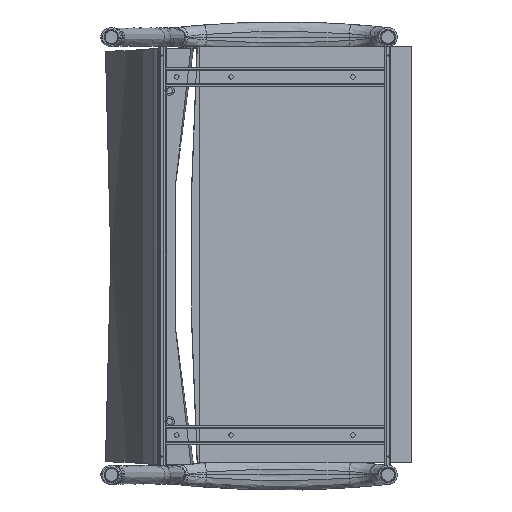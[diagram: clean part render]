
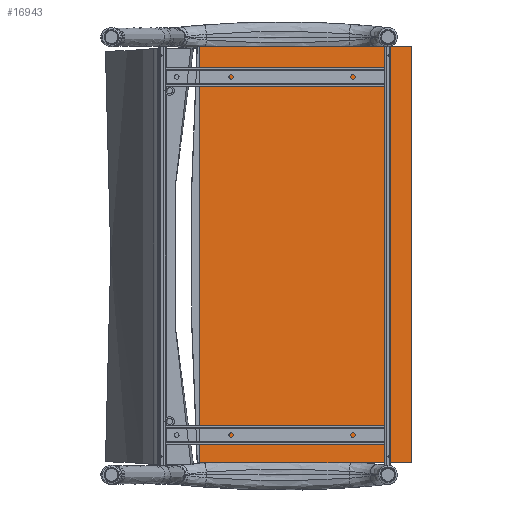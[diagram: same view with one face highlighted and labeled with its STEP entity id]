
A CAD part, front view. The second image highlights one B-rep face of the part: STEP entity #16943.
In plain terms, the highlighted face is planar.
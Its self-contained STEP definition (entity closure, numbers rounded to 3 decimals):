
#1054=LINE('',#27301,#1755);
#1055=LINE('',#27304,#1756);
#1059=LINE('',#27312,#1760);
#1060=LINE('',#27313,#1761);
#1755=VECTOR('',#20756,0.394);
#1756=VECTOR('',#20759,0.394);
#1760=VECTOR('',#20765,0.394);
#1761=VECTOR('',#20766,0.394);
#2432=PLANE('',#18366);
#2897=FACE_OUTER_BOUND('',#4227,.T.);
#4227=EDGE_LOOP('',(#12001,#12002,#12003,#12004));
#7439=VERTEX_POINT('',#27295);
#7441=VERTEX_POINT('',#27299);
#7442=VERTEX_POINT('',#27303);
#7445=VERTEX_POINT('',#27311);
#9028=EDGE_CURVE('',#7439,#7441,#1054,.T.);
#9029=EDGE_CURVE('',#7439,#7442,#1055,.T.);
#9033=EDGE_CURVE('',#7445,#7441,#1059,.T.);
#9034=EDGE_CURVE('',#7445,#7442,#1060,.T.);
#12001=ORIENTED_EDGE('',*,*,#9028,.T.);
#12002=ORIENTED_EDGE('',*,*,#9033,.F.);
#12003=ORIENTED_EDGE('',*,*,#9034,.T.);
#12004=ORIENTED_EDGE('',*,*,#9029,.F.);
#16943=ADVANCED_FACE('',(#2897),#2432,.F.);
#18366=AXIS2_PLACEMENT_3D('',#27310,#20763,#20764);
#20756=DIRECTION('',(0.,-1.,0.));
#20759=DIRECTION('',(-0.999,0.,-0.043));
#20763=DIRECTION('center_axis',(-0.043,0.,
0.999));
#20764=DIRECTION('ref_axis',(-0.999,0.,-0.043));
#20765=DIRECTION('',(0.999,0.,0.043));
#20766=DIRECTION('',(0.,1.,0.));
#27295=CARTESIAN_POINT('',(8.991,23.614,-1.257));
#27299=CARTESIAN_POINT('',(8.991,-10.386,-1.257));
#27301=CARTESIAN_POINT('',(8.991,6.614,-1.257));
#27303=CARTESIAN_POINT('',(-8.349,23.614,-2.));
#27304=CARTESIAN_POINT('',(9.178,23.614,-1.249));
#27310=CARTESIAN_POINT('Origin',(9.151,23.614,-1.25));
#27311=CARTESIAN_POINT('',(-8.349,-10.386,-2.));
#27312=CARTESIAN_POINT('',(0.444,-10.386,-1.623));
#27313=CARTESIAN_POINT('',(-8.349,-10.386,-2.));
